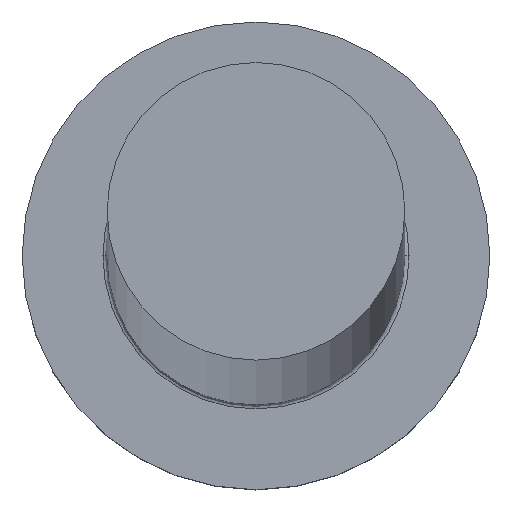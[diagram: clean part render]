
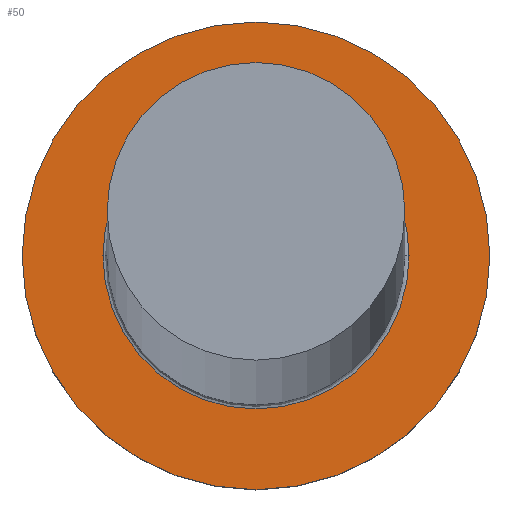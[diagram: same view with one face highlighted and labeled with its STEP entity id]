
A CAD part, top view. The second image highlights one B-rep face of the part: STEP entity #50.
In plain terms, the highlighted planar face has unit normal (0, 0, 1).
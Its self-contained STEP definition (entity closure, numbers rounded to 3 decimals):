
#8 = CIRCLE ( 'NONE', #148, 11. ) ;
#17 = DIRECTION ( 'NONE',  ( 0., 0., -1. ) ) ;
#18 = VERTEX_POINT ( 'NONE', #280 ) ;
#19 = VERTEX_POINT ( 'NONE', #82 ) ;
#20 = FACE_BOUND ( 'NONE', #112, .T. ) ;
#25 = DIRECTION ( 'NONE',  ( 1., 0., 0. ) ) ;
#36 = DIRECTION ( 'NONE',  ( 0., 0., 1. ) ) ;
#39 = CARTESIAN_POINT ( 'NONE',  ( -7.2, 0., 7. ) ) ;
#43 = CARTESIAN_POINT ( 'NONE',  ( -11., 0., 7. ) ) ;
#45 = CARTESIAN_POINT ( 'NONE',  ( 0., 0., 7. ) ) ;
#47 = CIRCLE ( 'NONE', #171, 11. ) ;
#50 = ADVANCED_FACE ( 'NONE', ( #20, #178 ), #212, .T. ) ;
#54 = AXIS2_PLACEMENT_3D ( 'NONE', #151, #84, #133 ) ;
#58 = DIRECTION ( 'NONE',  ( 1., 0., 0. ) ) ;
#82 = CARTESIAN_POINT ( 'NONE',  ( 7.2, 0., 7. ) ) ;
#84 = DIRECTION ( 'NONE',  ( 0., 0., -1. ) ) ;
#87 = DIRECTION ( 'NONE',  ( 1., 0., 0. ) ) ;
#91 = EDGE_CURVE ( 'NONE', #19, #135, #217, .T. ) ;
#96 = DIRECTION ( 'NONE',  ( 1., 0., 0. ) ) ;
#99 = DIRECTION ( 'NONE',  ( 0., 0., 1. ) ) ;
#112 = EDGE_LOOP ( 'NONE', ( #306, #205 ) ) ;
#133 = DIRECTION ( 'NONE',  ( 1., 0., 0. ) ) ;
#135 = VERTEX_POINT ( 'NONE', #39 ) ;
#141 = CARTESIAN_POINT ( 'NONE',  ( 0., 0., 7. ) ) ;
#148 = AXIS2_PLACEMENT_3D ( 'NONE', #141, #162, #25 ) ;
#149 = VERTEX_POINT ( 'NONE', #43 ) ;
#151 = CARTESIAN_POINT ( 'NONE',  ( 0., 0., 7. ) ) ;
#162 = DIRECTION ( 'NONE',  ( 0., 0., 1. ) ) ;
#164 = EDGE_CURVE ( 'NONE', #135, #19, #238, .T. ) ;
#168 = AXIS2_PLACEMENT_3D ( 'NONE', #303, #36, #87 ) ;
#171 = AXIS2_PLACEMENT_3D ( 'NONE', #45, #99, #96 ) ;
#175 = ORIENTED_EDGE ( 'NONE', *, *, #284, .T. ) ;
#178 = FACE_OUTER_BOUND ( 'NONE', #184, .T. ) ;
#179 = ORIENTED_EDGE ( 'NONE', *, *, #193, .T. ) ;
#184 = EDGE_LOOP ( 'NONE', ( #175, #179 ) ) ;
#193 = EDGE_CURVE ( 'NONE', #18, #149, #47, .T. ) ;
#205 = ORIENTED_EDGE ( 'NONE', *, *, #164, .T. ) ;
#212 = PLANE ( 'NONE',  #168 ) ;
#217 = CIRCLE ( 'NONE', #253, 7.2 ) ;
#228 = CARTESIAN_POINT ( 'NONE',  ( 0., 0., 7. ) ) ;
#238 = CIRCLE ( 'NONE', #54, 7.2 ) ;
#253 = AXIS2_PLACEMENT_3D ( 'NONE', #228, #17, #58 ) ;
#280 = CARTESIAN_POINT ( 'NONE',  ( 11., 0., 7. ) ) ;
#284 = EDGE_CURVE ( 'NONE', #149, #18, #8, .T. ) ;
#303 = CARTESIAN_POINT ( 'NONE',  ( 0., 0., 7. ) ) ;
#306 = ORIENTED_EDGE ( 'NONE', *, *, #91, .T. ) ;
